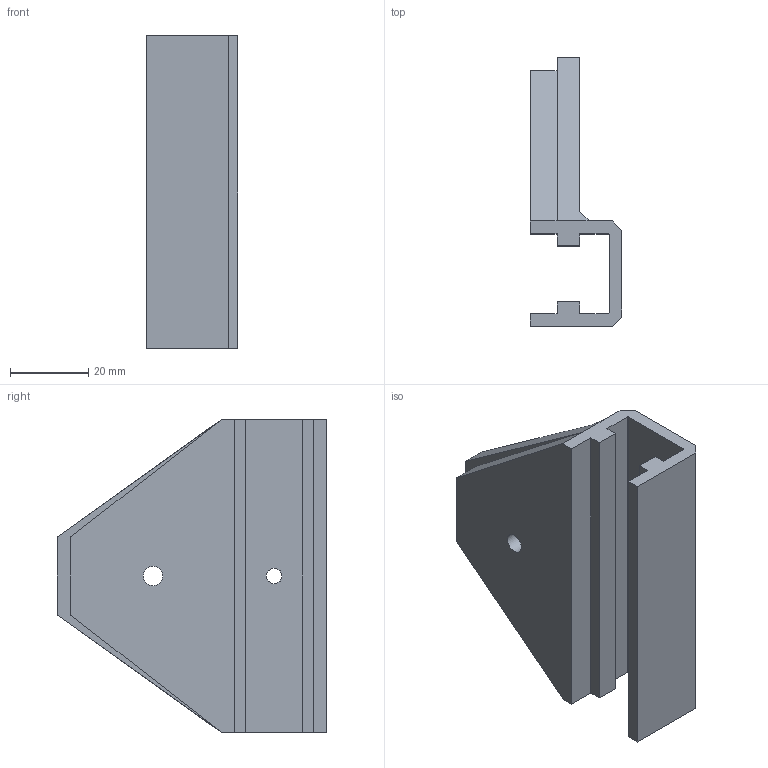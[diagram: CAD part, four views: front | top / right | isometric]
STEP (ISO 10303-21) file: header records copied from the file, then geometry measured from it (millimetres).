
FILE_DESCRIPTION(('FreeCAD Model'),'2;1');
FILE_NAME('z-inner-hinge-x2.step','2021-05-02T17:16:03',( 'Author'),(''),'Open CASCADE STEP processor 7.3','FreeCAD','Unknown' );
FILE_SCHEMA(('AUTOMOTIVE_DESIGN { 1 0 10303 214 1 1 1 1 }'));
Length unit declared in the file: millimetre
Products named in the file (1): inner-hinge
Bounding box: 23.5 x 69 x 80 mm (x, y, z)
Volume: 45516.9 mm3; surface area: 17316 mm2
Topology: 1 solids, 1 shells, 33 faces, 91 edges, 60 vertices
Faces by surface type: plane 29, cylinder 4
Full cylindrical faces by diameter (mm): 4 x1, 5 x1
Entity records: 2474 total; most frequent: CARTESIAN_POINT 391, DIRECTION 340, LINE 251, VECTOR 251, ORIENTED_EDGE 182, PCURVE 182, DEFINITIONAL_REPRESENTATION 182, EDGE_CURVE 91
